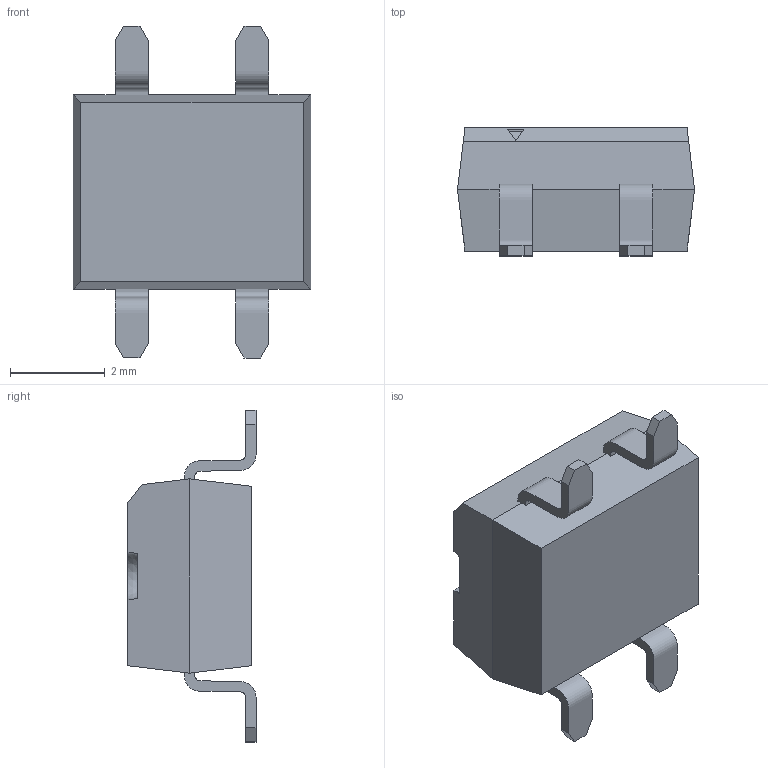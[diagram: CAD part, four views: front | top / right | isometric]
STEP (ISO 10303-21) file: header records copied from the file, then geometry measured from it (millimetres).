
FILE_DESCRIPTION (( 'STEP AP214' ), '1' );
FILE_NAME ('MBS___7mm__.STEP', '2023-03-06T16:55:08', ( '' ), ( '' ), 'SwSTEP 2.0', 'SolidWorks 2020', '' );
FILE_SCHEMA (( 'AUTOMOTIVE_DESIGN' ));
Length unit declared in the file: millimetre
Products named in the file (1): MBS___7mm__
Bounding box: 5 x 2.7 x 7 mm (x, y, z)
Volume: 50.8 mm3; surface area: 99.2 mm2
Topology: 1 solids, 1 shells, 376 faces, 1081 edges, 740 vertices
Faces by surface type: plane 299, bspline 76, cone 1
Entity records: 18693 total; most frequent: CARTESIAN_POINT 5090, ORIENTED_EDGE 2162, DIRECTION 1565, EDGE_CURVE 1081, VECTOR 895, LINE 895, VERTEX_POINT 740, EDGE_LOOP 409
